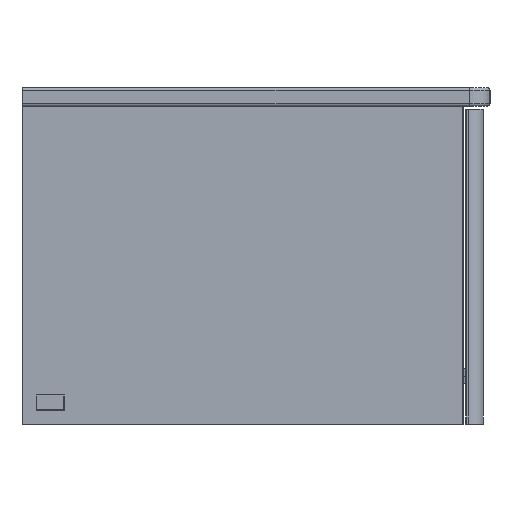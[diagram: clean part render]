
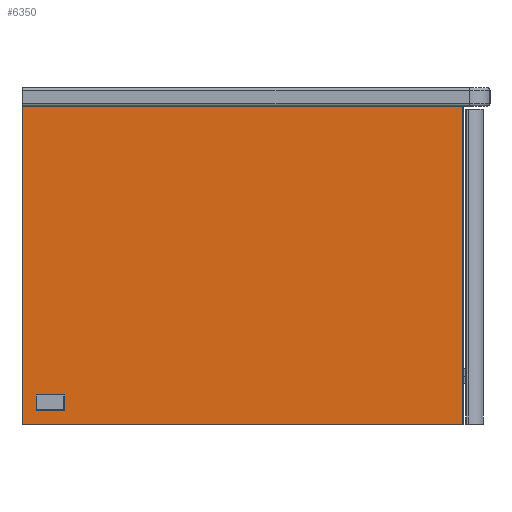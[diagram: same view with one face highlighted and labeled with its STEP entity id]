
A CAD part, left-side view. The second image highlights one B-rep face of the part: STEP entity #6350.
In plain terms, the highlighted planar face has unit normal (-1, 0, 0).
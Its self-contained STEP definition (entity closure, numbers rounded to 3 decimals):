
#6277=CARTESIAN_POINT('',(85205.253,-7142.542,170.0));
#6278=VERTEX_POINT('',#6277);
#6285=CARTESIAN_POINT('',(85205.253,-7613.542,170.0));
#6286=VERTEX_POINT('',#6285);
#6287=CARTESIAN_POINT('',(85205.253,-7142.542,170.0));
#6288=DIRECTION('',(0.0,-1.0,0.0));
#6289=VECTOR('',#6288,471.);
#6290=LINE('',#6287,#6289);
#6291=EDGE_CURVE('',#6278,#6286,#6290,.T.);
#6309=CARTESIAN_POINT('',(85205.253,-7613.542,-170.0));
#6310=VERTEX_POINT('',#6309);
#6311=CARTESIAN_POINT('',(85205.253,-7613.542,170.0));
#6312=DIRECTION('',(0.0,0.0,-1.0));
#6313=VECTOR('',#6312,340.0);
#6314=LINE('',#6311,#6313);
#6315=EDGE_CURVE('',#6286,#6310,#6314,.T.);
#6327=CARTESIAN_POINT('',(85205.253,-7378.042,-170.001));
#6328=DIRECTION('',(-1.0,0.0,0.0));
#6329=DIRECTION('',(0.0,0.0,1.0));
#6330=AXIS2_PLACEMENT_3D('',#6327,#6328,#6329);
#6331=PLANE('',#6330);
#6332=ORIENTED_EDGE('',*,*,#6315,.F.);
#6333=ORIENTED_EDGE('',*,*,#6291,.F.);
#6334=CARTESIAN_POINT('',(85205.253,-7142.542,-170.0));
#6335=VERTEX_POINT('',#6334);
#6336=CARTESIAN_POINT('',(85205.253,-7142.542,-170.0));
#6337=DIRECTION('',(0.0,0.0,1.0));
#6338=VECTOR('',#6337,340.0);
#6339=LINE('',#6336,#6338);
#6340=EDGE_CURVE('',#6335,#6278,#6339,.T.);
#6341=ORIENTED_EDGE('',*,*,#6340,.F.);
#6342=CARTESIAN_POINT('',(85205.253,-7142.542,-170.0));
#6343=DIRECTION('',(0.0,-1.0,0.0));
#6344=VECTOR('',#6343,471.);
#6345=LINE('',#6342,#6344);
#6346=EDGE_CURVE('',#6335,#6310,#6345,.T.);
#6347=ORIENTED_EDGE('',*,*,#6346,.T.);
#6348=EDGE_LOOP('',(#6332,#6333,#6341,#6347));
#6349=FACE_OUTER_BOUND('',#6348,.T.);
#6350=ADVANCED_FACE('',(#6349),#6331,.T.);
